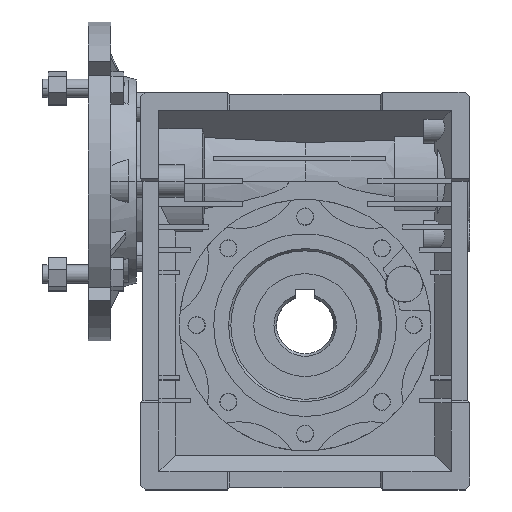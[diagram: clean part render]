
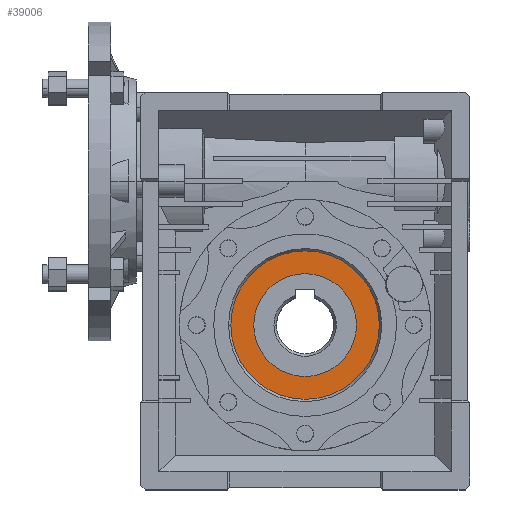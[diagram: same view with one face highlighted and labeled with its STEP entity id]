
A CAD part, top view. The second image highlights one B-rep face of the part: STEP entity #39006.
In plain terms, the highlighted planar face has unit normal (0, 0, 1).
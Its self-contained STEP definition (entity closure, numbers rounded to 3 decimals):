
#697 = CARTESIAN_POINT ( 'NONE',  ( 96., -63., 54. ) ) ;
#1472 = PLANE ( 'NONE',  #18088 ) ;
#2561 = CARTESIAN_POINT ( 'NONE',  ( 74., -63., 54. ) ) ;
#4543 = DIRECTION ( 'NONE',  ( 0., 0., 1. ) ) ;
#5619 = DIRECTION ( 'NONE',  ( 1., 0., 0. ) ) ;
#5901 = ORIENTED_EDGE ( 'NONE', *, *, #38695, .T. ) ;
#6339 = CARTESIAN_POINT ( 'NONE',  ( 74., -63., 54. ) ) ;
#7096 = AXIS2_PLACEMENT_3D ( 'NONE', #2561, #23926, #5619 ) ;
#7221 = DIRECTION ( 'NONE',  ( 0., 0., 1. ) ) ;
#7554 = CIRCLE ( 'NONE', #13331, 22. ) ;
#9390 = DIRECTION ( 'NONE',  ( 1., 0., 0. ) ) ;
#10647 = AXIS2_PLACEMENT_3D ( 'NONE', #6339, #27711, #9390 ) ;
#11842 = CARTESIAN_POINT ( 'NONE',  ( 106.5, -63., 54. ) ) ;
#12445 = ORIENTED_EDGE ( 'NONE', *, *, #39183, .F. ) ;
#13331 = AXIS2_PLACEMENT_3D ( 'NONE', #25539, #7221, #28595 ) ;
#15045 = CARTESIAN_POINT ( 'NONE',  ( 74., -63., 54. ) ) ;
#18061 = DIRECTION ( 'NONE',  ( 1., 0., 0. ) ) ;
#18088 = AXIS2_PLACEMENT_3D ( 'NONE', #25801, #4543, #25936 ) ;
#19381 = EDGE_CURVE ( 'NONE', #34015, #38152, #7554, .T. ) ;
#21134 = CIRCLE ( 'NONE', #7096, 22. ) ;
#21374 = CARTESIAN_POINT ( 'NONE',  ( 41.5, -63., 54. ) ) ;
#22820 = VERTEX_POINT ( 'NONE', #21374 ) ;
#23926 = DIRECTION ( 'NONE',  ( 0., 0., 1. ) ) ;
#25539 = CARTESIAN_POINT ( 'NONE',  ( 74., -63., 54. ) ) ;
#25801 = CARTESIAN_POINT ( 'NONE',  ( 74., -63., 54. ) ) ;
#25907 = FACE_OUTER_BOUND ( 'NONE', #39093, .T. ) ;
#25936 = DIRECTION ( 'NONE',  ( 1., 0., 0. ) ) ;
#27400 = EDGE_LOOP ( 'NONE', ( #32918, #12445 ) ) ;
#27711 = DIRECTION ( 'NONE',  ( 0., 0., 1. ) ) ;
#28595 = DIRECTION ( 'NONE',  ( 1., 0., 0. ) ) ;
#32918 = ORIENTED_EDGE ( 'NONE', *, *, #19381, .F. ) ;
#32982 = CARTESIAN_POINT ( 'NONE',  ( 52., -63., 54. ) ) ;
#34015 = VERTEX_POINT ( 'NONE', #697 ) ;
#34059 = FACE_BOUND ( 'NONE', #27400, .T. ) ;
#35522 = CIRCLE ( 'NONE', #10647, 32.5 ) ;
#36056 = AXIS2_PLACEMENT_3D ( 'NONE', #15045, #36437, #18061 ) ;
#36437 = DIRECTION ( 'NONE',  ( 0., 0., 1. ) ) ;
#36513 = VERTEX_POINT ( 'NONE', #11842 ) ;
#37452 = CIRCLE ( 'NONE', #36056, 32.5 ) ;
#37495 = ORIENTED_EDGE ( 'NONE', *, *, #38750, .T. ) ;
#38152 = VERTEX_POINT ( 'NONE', #32982 ) ;
#38695 = EDGE_CURVE ( 'NONE', #22820, #36513, #37452, .T. ) ;
#38750 = EDGE_CURVE ( 'NONE', #36513, #22820, #35522, .T. ) ;
#39006 = ADVANCED_FACE ( 'NONE', ( #25907, #34059 ), #1472, .T. ) ;
#39093 = EDGE_LOOP ( 'NONE', ( #37495, #5901 ) ) ;
#39183 = EDGE_CURVE ( 'NONE', #38152, #34015, #21134, .T. ) ;
